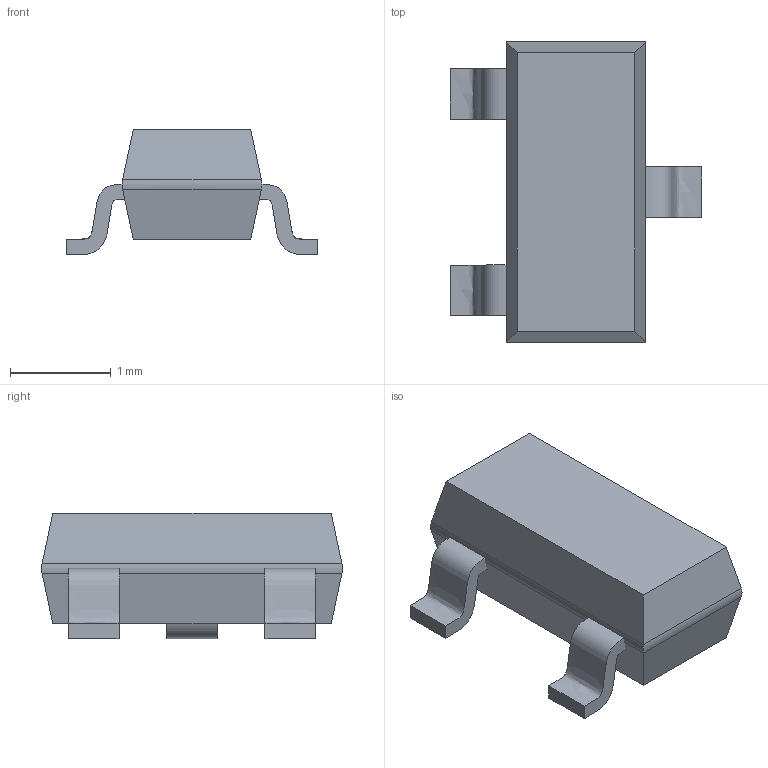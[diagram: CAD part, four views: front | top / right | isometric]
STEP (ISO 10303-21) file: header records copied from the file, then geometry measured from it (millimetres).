
FILE_DESCRIPTION (( 'STEP AP214' ), '1' );
FILE_NAME ('SOT-23.STEP', '2025-11-23T12:42:51', ( '' ), ( '' ), 'SwSTEP 2.0', 'SolidWorks 2024', '' );
FILE_SCHEMA (( 'AUTOMOTIVE_DESIGN' ));
Length unit declared in the file: millimetre
Products named in the file (1): SOT-23
Bounding box: 2.5 x 2.99 x 1.25 mm (x, y, z)
Volume: 4.3 mm3; surface area: 20.3 mm2
Topology: 4 solids, 4 shells, 45 faces, 91 edges, 54 vertices
Faces by surface type: plane 34, bspline 6, cylinder 5
Entity records: 2426 total; most frequent: CARTESIAN_POINT 1007, ORIENTED_EDGE 182, DIRECTION 153, EDGE_CURVE 91, VECTOR 73, LINE 73, VERTEX_POINT 54, UNCERTAINTY_MEASURE_WITH_UNIT 50
